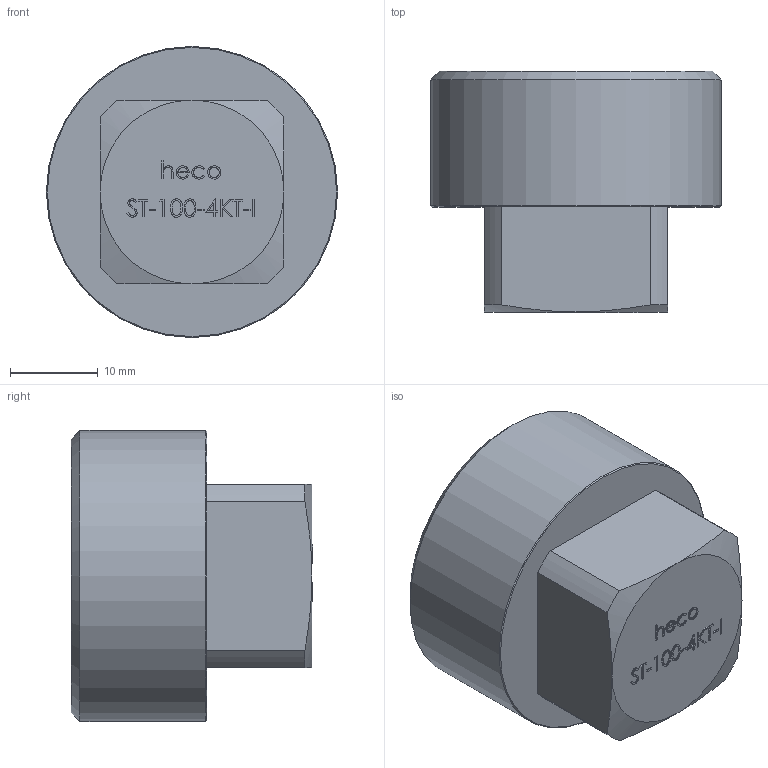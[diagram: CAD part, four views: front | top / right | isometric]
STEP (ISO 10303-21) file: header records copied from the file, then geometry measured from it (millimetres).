
FILE_DESCRIPTION (( 'STEP AP214' ), '1' );
FILE_NAME ('heco_ST-100-4KT-I 1510.STEP', '2015-10-21T09:15:49', ( 'test' ), ( '' ), 'SwSTEP 2.0', 'SolidWorks 2011', '' );
FILE_SCHEMA (( 'AUTOMOTIVE_DESIGN' ));
Length unit declared in the file: millimetre
Products named in the file (1): heco_ST-100-4KT-I 1510
Bounding box: 33.25 x 27.6 x 33.25 mm (x, y, z)
Volume: 9250.8 mm3; surface area: 5832.6 mm2
Topology: 1 solids, 1 shells, 191 faces, 486 edges, 321 vertices
Faces by surface type: plane 107, bspline 68, cylinder 7, cone 6, torus 3
Full cylindrical faces by diameter (mm): 16.3 x1, 25.5 x1, 33.249 x1
Entity records: 9767 total; most frequent: CARTESIAN_POINT 5283, ORIENTED_EDGE 956, DIRECTION 605, EDGE_CURVE 478, VERTEX_POINT 321, VECTOR 311, LINE 311, EDGE_LOOP 223
